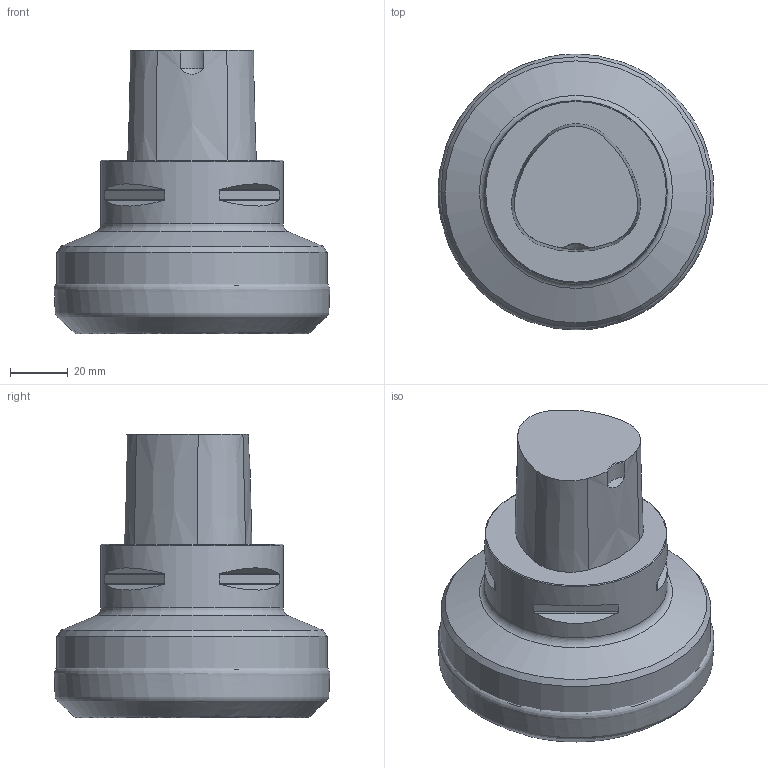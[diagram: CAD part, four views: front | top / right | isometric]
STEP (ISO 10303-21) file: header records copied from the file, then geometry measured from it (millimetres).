
FILE_DESCRIPTION(/* description */ (''),/* implementation_level */ '2;1');
FILE_NAME(/* name */ 'toolassembly_1.stp',/* time_stamp */ '2018-08-02T10:38:15+02:00',/* author */ (''),/* organization */ ('SMS'),/* preprocessor_version */ 'ST-DEVELOPER v15',/* originating_system */ 'SIEMENS PLM Software NX 8.5',/* authorisation */ '');
FILE_SCHEMA (('AUTOMOTIVE_DESIGN { 1 0 10303 214 3 1 1 1 }'));
Length unit declared in the file: millimetre
Products named in the file (4): ASSEMBLY_CONSTRUCTION; CUT_20180802103723; NOCUT_20180802103723; TOOLASSEMBLY_1
Assembly tree (3 placements, depth 2):
  TOOLASSEMBLY_1
    NOCUT_20180802103723
    CUT_20180802103723
    ASSEMBLY_CONSTRUCTION
Bounding box: 95.24 x 95.24 x 97.95 mm (x, y, z)
Volume: 379729.8 mm3; surface area: 46711.7 mm2
Topology: 2 solids, 2 shells, 50 faces, 113 edges, 86 vertices
Faces by surface type: plane 17, cylinder 12, cone 12, torus 5, revolution 3, bspline 1
Full cylindrical faces by diameter (mm): 63 x1, 87.272 x1, 93.272 x1
Entity records: 16751 total; most frequent: CARTESIAN_POINT 15457, DIRECTION 245, ORIENTED_EDGE 186, AXIS2_PLACEMENT_3D 106, EDGE_CURVE 93, EDGE_LOOP 71, VERTEX_POINT 69, ADVANCED_FACE 50
